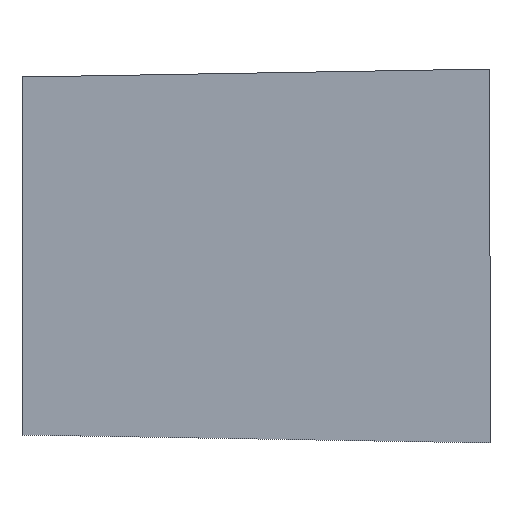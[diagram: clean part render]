
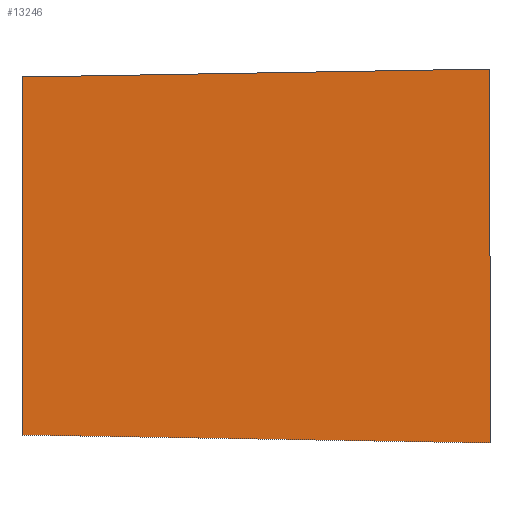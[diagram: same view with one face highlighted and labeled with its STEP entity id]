
A CAD part, top view. The second image highlights one B-rep face of the part: STEP entity #13246.
In plain terms, the highlighted planar face has unit normal (0, 0, 1).
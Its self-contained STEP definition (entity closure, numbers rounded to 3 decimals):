
#13246 = ADVANCED_FACE ( 'NONE', ( #224707 ), #307902, .T. ) ;
#20032 = VECTOR ( 'NONE', #125875, 1000. ) ;
#27830 = ORIENTED_EDGE ( 'NONE', *, *, #202962, .T. ) ;
#30096 = ORIENTED_EDGE ( 'NONE', *, *, #450308, .T. ) ;
#57264 = CARTESIAN_POINT ( 'NONE',  ( -881.946, 647.563, 1685. ) ) ;
#63783 = AXIS2_PLACEMENT_3D ( 'NONE', #349533, #383440, #339270 ) ;
#73269 = CARTESIAN_POINT ( 'NONE',  ( -881.946, 0., 1685. ) ) ;
#77632 = CARTESIAN_POINT ( 'NONE',  ( -112.455, 660.638, 1685. ) ) ;
#98073 = CARTESIAN_POINT ( 'NONE',  ( 811.064, -676.33, 1685. ) ) ;
#125875 = DIRECTION ( 'NONE',  ( 0., 1., 0. ) ) ;
#147986 = VERTEX_POINT ( 'NONE', #478039 ) ;
#165988 = LINE ( 'NONE', #77632, #231763 ) ;
#171233 = EDGE_CURVE ( 'NONE', #293379, #343345, #264569, .T. ) ;
#197396 = DIRECTION ( 'NONE',  ( -1., -0.017, 0. ) ) ;
#202962 = EDGE_CURVE ( 'NONE', #343345, #147986, #373063, .T. ) ;
#217857 = ORIENTED_EDGE ( 'NONE', *, *, #171233, .T. ) ;
#224707 = FACE_OUTER_BOUND ( 'NONE', #271299, .T. ) ;
#231763 = VECTOR ( 'NONE', #197396, 1000. ) ;
#251184 = VERTEX_POINT ( 'NONE', #57264 ) ;
#264569 = LINE ( 'NONE', #342647, #308553 ) ;
#271299 = EDGE_LOOP ( 'NONE', ( #30096, #217857, #27830, #279073 ) ) ;
#279073 = ORIENTED_EDGE ( 'NONE', *, *, #501742, .T. ) ;
#291428 = DIRECTION ( 'NONE',  ( 1., -0.017, 0. ) ) ;
#293379 = VERTEX_POINT ( 'NONE', #492210 ) ;
#307902 = PLANE ( 'NONE',  #63783 ) ;
#308553 = VECTOR ( 'NONE', #291428, 1000. ) ;
#310172 = LINE ( 'NONE', #73269, #322062 ) ;
#322062 = VECTOR ( 'NONE', #468944, 1000. ) ;
#339270 = DIRECTION ( 'NONE',  ( 1., 0., 0. ) ) ;
#342647 = CARTESIAN_POINT ( 'NONE',  ( -67.159, -661.407, 1685. ) ) ;
#343345 = VERTEX_POINT ( 'NONE', #98073 ) ;
#349533 = CARTESIAN_POINT ( 'NONE',  ( 0., 0., 1685. ) ) ;
#370502 = CARTESIAN_POINT ( 'NONE',  ( 811.064, 0., 1685. ) ) ;
#373063 = LINE ( 'NONE', #370502, #20032 ) ;
#383440 = DIRECTION ( 'NONE',  ( 0., 0., 1. ) ) ;
#450308 = EDGE_CURVE ( 'NONE', #251184, #293379, #310172, .T. ) ;
#468944 = DIRECTION ( 'NONE',  ( 0., -1., 0. ) ) ;
#478039 = CARTESIAN_POINT ( 'NONE',  ( 811.064, 676.33, 1685. ) ) ;
#492210 = CARTESIAN_POINT ( 'NONE',  ( -881.946, -647.563, 1685. ) ) ;
#501742 = EDGE_CURVE ( 'NONE', #147986, #251184, #165988, .T. ) ;
